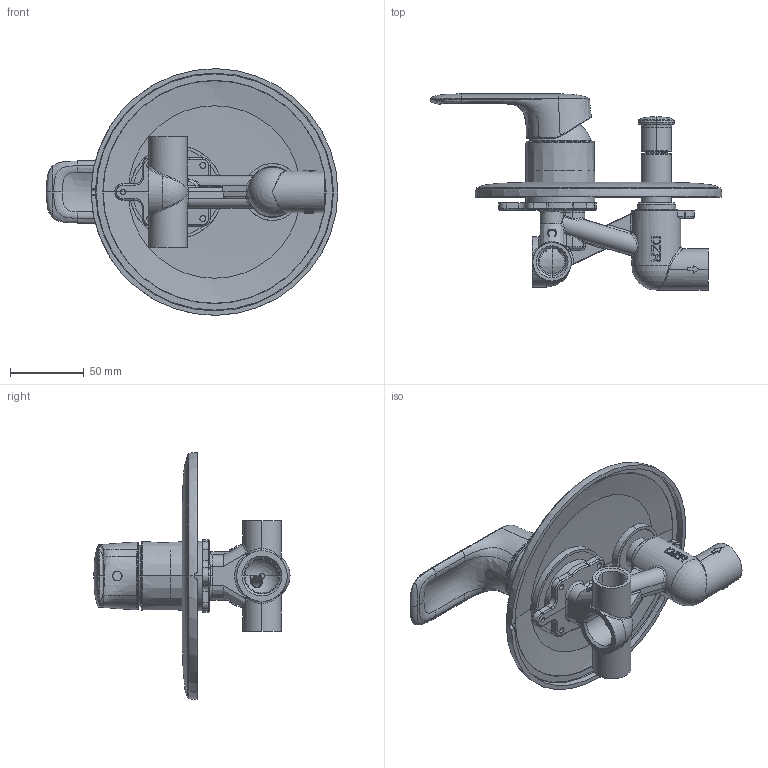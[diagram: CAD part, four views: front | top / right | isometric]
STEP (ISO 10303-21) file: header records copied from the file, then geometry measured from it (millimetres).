
FILE_DESCRIPTION((''),'2;1');
FILE_NAME('FFAS1M21_ASM','2024-08-28T10:28:46',('10114249'),(''),'CREO PARAMETRIC BY PTC INC, 2022162','CREO PARAMETRIC BY PTC INC, 2022162','');
FILE_SCHEMA(('CONFIG_CONTROL_DESIGN'));
Products named in the file (28): FFZZ0021-0023199MC; CARTRIDGE_BODY; CARTRIDGE_PIVOT; GROHE-35MM-CARTRIDGE_ASM; 611483; 911761; 917213; 915735; 912658; 912644; A923284; A911955; A903405; BODY-MOVE_COPY6_2_; D653702_ASM; 417211038_HEBEL_EHM-_OHM_LEVER_; CUT-EXTRUDE1_1_; 1580781999-2; 158K613832; O-RING-20X2-7; FF1-CN521G00000334; ESCUTCHEON_ASM; FF1-CN521N0007399B; 1581218599_AF0; COVER-FOR-CARTRIDGE; 02282031_STIFT_GEW-_000647256; 01050031; FFAS1M21_ASM
Assembly tree (28 placements, depth 3):
  FFAS1M21_ASM
    FFZZ0021-0023199MC
    GROHE-35MM-CARTRIDGE_ASM
      CARTRIDGE_BODY
      CARTRIDGE_PIVOT  x2
    D653702_ASM
      611483
      911761
      917213
      915735
      912658
      912644
      A923284
      A911955
      A903405
      BODY-MOVE_COPY6_2_
    417211038_HEBEL_EHM-_OHM_LEVER_
    ESCUTCHEON_ASM
      CUT-EXTRUDE1_1_
      1580781999-2
      158K613832
      O-RING-20X2-7
      FF1-CN521G00000334
    FF1-CN521N0007399B
    1581218599_AF0
    COVER-FOR-CARTRIDGE
    02282031_STIFT_GEW-_000647256
    01050031
Bounding box: 197.16 x 132.58 x 166.74 mm (x, y, z)
Volume: 267781.6 mm3; surface area: 186355.9 mm2
Topology: 27 solids, 30 shells, 3507 faces, 9413 edges, 5886 vertices
Faces by surface type: plane 1351, cylinder 939, bspline 517, cone 371, torus 241, sphere 66, revolution 14, extrusion 8
Entity records: 175459 total; most frequent: CARTESIAN_POINT 93263, ORIENTED_EDGE 18438, DIRECTION 15413, EDGE_CURVE 9219, AXIS2_PLACEMENT_3D 5897, VERTEX_POINT 5825, EDGE_LOOP 3636, VECTOR 3605
